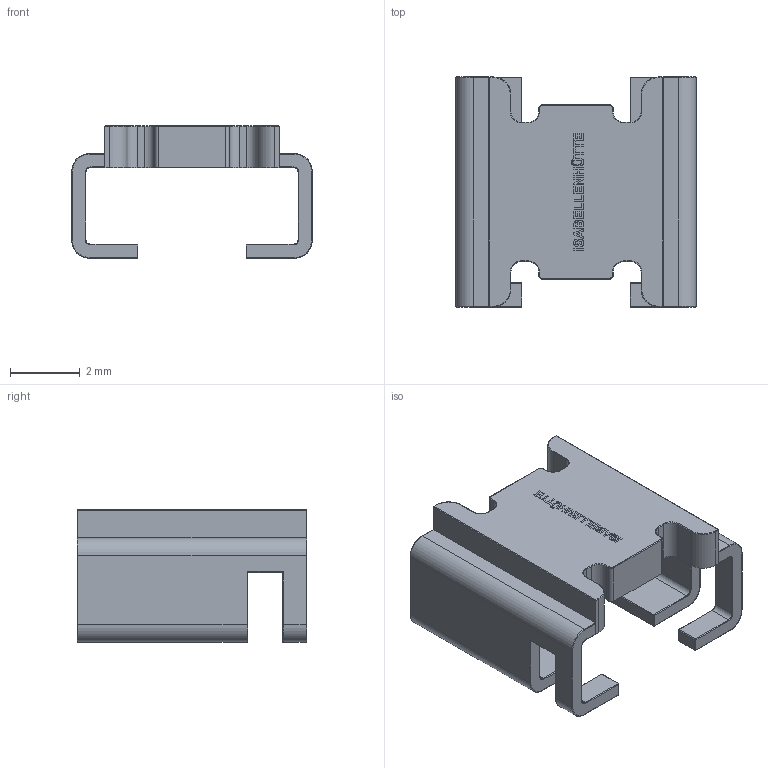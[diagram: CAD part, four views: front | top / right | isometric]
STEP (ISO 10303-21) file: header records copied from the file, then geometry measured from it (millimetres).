
FILE_DESCRIPTION (( 'STEP AP214' ), '1' );
FILE_NAME ('BVB-Z-R0002-1.0.STEP', '2024-09-01T06:25:14', ( '' ), ( '' ), 'SwSTEP 2.0', 'SolidWorks 2016', '' );
FILE_SCHEMA (( 'AUTOMOTIVE_DESIGN' ));
Length unit declared in the file: millimetre
Products named in the file (4): Isabellenh_X_FCtte; 2; 1; BVB-Z-R0002-1.0
Assembly tree (3 placements, depth 2):
  BVB-Z-R0002-1.0
    1
    2
    Isabellenh_X_FCtte
Bounding box: 6.9 x 6.6 x 3.8 mm (x, y, z)
Volume: 53.1 mm3; surface area: 221.5 mm2
Topology: 19 solids, 19 shells, 433 faces, 1093 edges, 666 vertices
Faces by surface type: plane 212, cylinder 116, bspline 105
Entity records: 18729 total; most frequent: CARTESIAN_POINT 3908, ORIENTED_EDGE 2122, DIRECTION 1883, EDGE_CURVE 1061, LINE 671, VECTOR 671, VERTEX_POINT 666, AXIS2_PLACEMENT_3D 606
